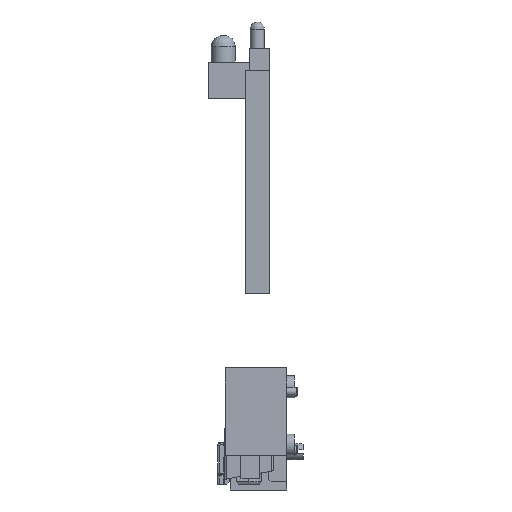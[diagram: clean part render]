
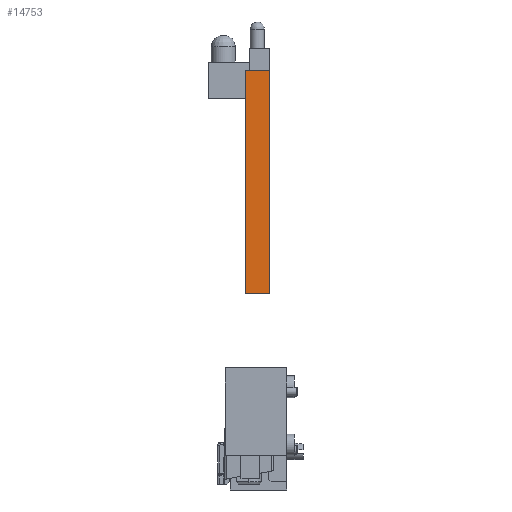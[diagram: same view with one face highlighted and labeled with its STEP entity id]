
A CAD part, left-side view. The second image highlights one B-rep face of the part: STEP entity #14753.
In plain terms, the highlighted planar face has unit normal (-1, 0, 0).
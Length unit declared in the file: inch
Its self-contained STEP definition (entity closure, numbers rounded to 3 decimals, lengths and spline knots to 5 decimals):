
#771=FACE_OUTER_BOUND('',#1616,.T.);
#1616=EDGE_LOOP('',(#10636,#10637,#10638,#10639));
#2432=LINE('',#20465,#4289);
#2653=LINE('',#20908,#4510);
#3023=LINE('',#21583,#4880);
#3049=LINE('',#21627,#4906);
#4289=VECTOR('',#16679,1.81969);
#4510=VECTOR('',#16906,1.81969);
#4880=VECTOR('',#17460,0.19799);
#4906=VECTOR('',#17522,0.19799);
#6124=VERTEX_POINT('',#20459);
#6126=VERTEX_POINT('',#20463);
#6343=VERTEX_POINT('',#20904);
#6345=VERTEX_POINT('',#20907);
#7552=EDGE_CURVE('',#6124,#6126,#2432,.T.);
#7773=EDGE_CURVE('',#6345,#6343,#2653,.T.);
#8143=EDGE_CURVE('',#6124,#6343,#3023,.T.);
#8169=EDGE_CURVE('',#6345,#6126,#3049,.T.);
#10636=ORIENTED_EDGE('',*,*,#8143,.F.);
#10637=ORIENTED_EDGE('',*,*,#7552,.T.);
#10638=ORIENTED_EDGE('',*,*,#8169,.F.);
#10639=ORIENTED_EDGE('',*,*,#7773,.T.);
#13810=PLANE('',#15665);
#14753=ADVANCED_FACE('',(#771),#13810,.T.);
#15665=AXIS2_PLACEMENT_3D('',#21626,#17520,#17521);
#16679=DIRECTION('',(0.,0.,1.));
#16906=DIRECTION('',(0.,0.,-1.));
#17460=DIRECTION('',(0.,1.,0.));
#17520=DIRECTION('center_axis',(-1.,0.,0.));
#17521=DIRECTION('ref_axis',(0.,0.,1.));
#17522=DIRECTION('',(0.,-1.,0.));
#20459=CARTESIAN_POINT('',(-1.50012,0.13701,-0.30039));
#20463=CARTESIAN_POINT('',(-1.50012,0.13701,1.51929));
#20465=CARTESIAN_POINT('',(-1.50012,0.13701,-0.30039));
#20904=CARTESIAN_POINT('',(-1.50012,0.335,-0.30039));
#20907=CARTESIAN_POINT('',(-1.50012,0.335,1.51929));
#20908=CARTESIAN_POINT('',(-1.50012,0.335,1.51929));
#21583=CARTESIAN_POINT('',(-1.50012,0.13701,-0.30039));
#21626=CARTESIAN_POINT('Origin',(-1.50012,0.,-0.30039));
#21627=CARTESIAN_POINT('',(-1.50012,0.335,1.51929));
